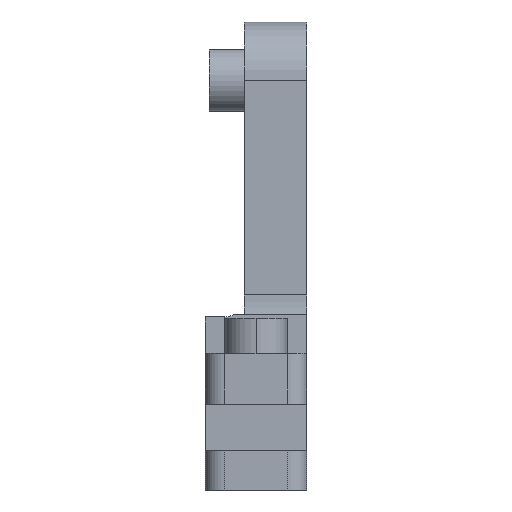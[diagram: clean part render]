
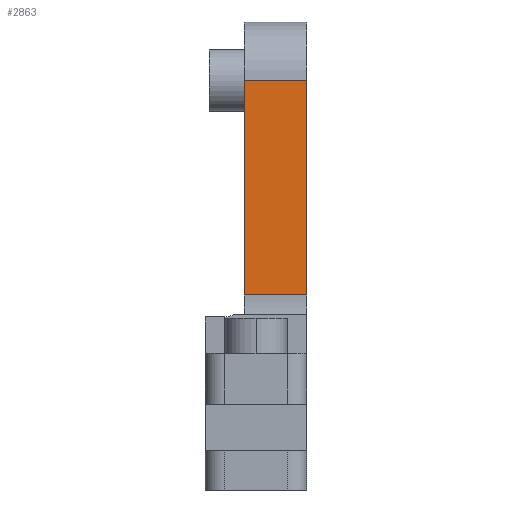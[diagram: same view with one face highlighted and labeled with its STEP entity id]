
A CAD part, left-side view. The second image highlights one B-rep face of the part: STEP entity #2863.
In plain terms, the highlighted planar face has unit normal (-1, 0, 0).
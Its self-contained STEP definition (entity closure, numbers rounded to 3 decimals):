
#337 = AXIS2_PLACEMENT_3D ( 'NONE', #4351, #2147, #3621 ) ;
#368 = CARTESIAN_POINT ( 'NONE',  ( -7.5, 0., 0. ) ) ;
#455 = EDGE_CURVE ( 'NONE', #2567, #2996, #4459, .T. ) ;
#675 = PLANE ( 'NONE',  #337 ) ;
#1016 = ORIENTED_EDGE ( 'NONE', *, *, #455, .T. ) ;
#1127 = ORIENTED_EDGE ( 'NONE', *, *, #4066, .T. ) ;
#1214 = DIRECTION ( 'NONE',  ( 0., 0., 1. ) ) ;
#1303 = VECTOR ( 'NONE', #1214, 1000. ) ;
#1364 = ORIENTED_EDGE ( 'NONE', *, *, #3508, .F. ) ;
#1607 = DIRECTION ( 'NONE',  ( 0., 0., 1. ) ) ;
#2022 = LINE ( 'NONE', #2335, #3726 ) ;
#2147 = DIRECTION ( 'NONE',  ( 1., 0., 0. ) ) ;
#2148 = CARTESIAN_POINT ( 'NONE',  ( -7.5, 8., -27.5 ) ) ;
#2335 = CARTESIAN_POINT ( 'NONE',  ( -7.5, 8., 0. ) ) ;
#2528 = CARTESIAN_POINT ( 'NONE',  ( -7.5, 8., -27.5 ) ) ;
#2559 = CARTESIAN_POINT ( 'NONE',  ( -7.5, 0., 0. ) ) ;
#2567 = VERTEX_POINT ( 'NONE', #4143 ) ;
#2685 = CARTESIAN_POINT ( 'NONE',  ( -7.5, 8., 0. ) ) ;
#2863 = ADVANCED_FACE ( 'NONE', ( #3992 ), #675, .F. ) ;
#2880 = VECTOR ( 'NONE', #3623, 1000. ) ;
#2996 = VERTEX_POINT ( 'NONE', #2559 ) ;
#3309 = EDGE_LOOP ( 'NONE', ( #1016, #3421, #1364, #1127 ) ) ;
#3421 = ORIENTED_EDGE ( 'NONE', *, *, #3545, .F. ) ;
#3461 = VERTEX_POINT ( 'NONE', #2528 ) ;
#3508 = EDGE_CURVE ( 'NONE', #3461, #3961, #2022, .T. ) ;
#3545 = EDGE_CURVE ( 'NONE', #3961, #2996, #4487, .T. ) ;
#3562 = VECTOR ( 'NONE', #4134, 1000. ) ;
#3621 = DIRECTION ( 'NONE',  ( 0., 0., -1. ) ) ;
#3623 = DIRECTION ( 'NONE',  ( 0., -1., 0. ) ) ;
#3726 = VECTOR ( 'NONE', #1607, 1000. ) ;
#3961 = VERTEX_POINT ( 'NONE', #4191 ) ;
#3972 = LINE ( 'NONE', #2148, #2880 ) ;
#3992 = FACE_OUTER_BOUND ( 'NONE', #3309, .T. ) ;
#4066 = EDGE_CURVE ( 'NONE', #3461, #2567, #3972, .T. ) ;
#4134 = DIRECTION ( 'NONE',  ( 0., -1., 0. ) ) ;
#4143 = CARTESIAN_POINT ( 'NONE',  ( -7.5, 0., -27.5 ) ) ;
#4191 = CARTESIAN_POINT ( 'NONE',  ( -7.5, 8., 0. ) ) ;
#4351 = CARTESIAN_POINT ( 'NONE',  ( -7.5, 8., 0. ) ) ;
#4459 = LINE ( 'NONE', #368, #1303 ) ;
#4487 = LINE ( 'NONE', #2685, #3562 ) ;
